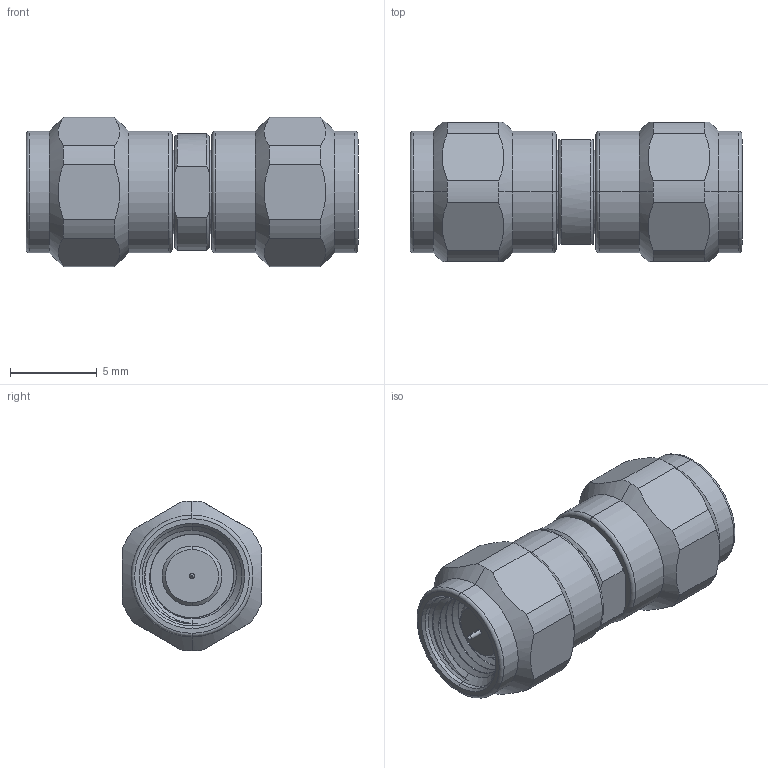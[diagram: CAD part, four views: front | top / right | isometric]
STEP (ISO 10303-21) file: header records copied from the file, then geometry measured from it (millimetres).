
FILE_DESCRIPTION (( 'STEP AP214' ), '1' );
FILE_NAME ('FMAD10007_3D.step', '2024-06-18T16:17:18', ( '' ), ( '' ), 'SwSTEP 2.0', 'SolidWorks 2022', '' );
FILE_SCHEMA (( 'AUTOMOTIVE_DESIGN' ));
Length unit declared in the file: millimetre
Products named in the file (1): FMAD10007_3D
Bounding box: 19.1 x 8 x 8.6 mm (x, y, z)
Volume: 685.8 mm3; surface area: 926.4 mm2
Topology: 1 solids, 1 shells, 171 faces, 432 edges, 275 vertices
Faces by surface type: cylinder 95, cone 36, plane 28, torus 8, bspline 4
Entity records: 9047 total; most frequent: CARTESIAN_POINT 5083, ORIENTED_EDGE 864, DIRECTION 763, EDGE_CURVE 432, AXIS2_PLACEMENT_3D 311, VERTEX_POINT 275, EDGE_LOOP 183, ADVANCED_FACE 171
